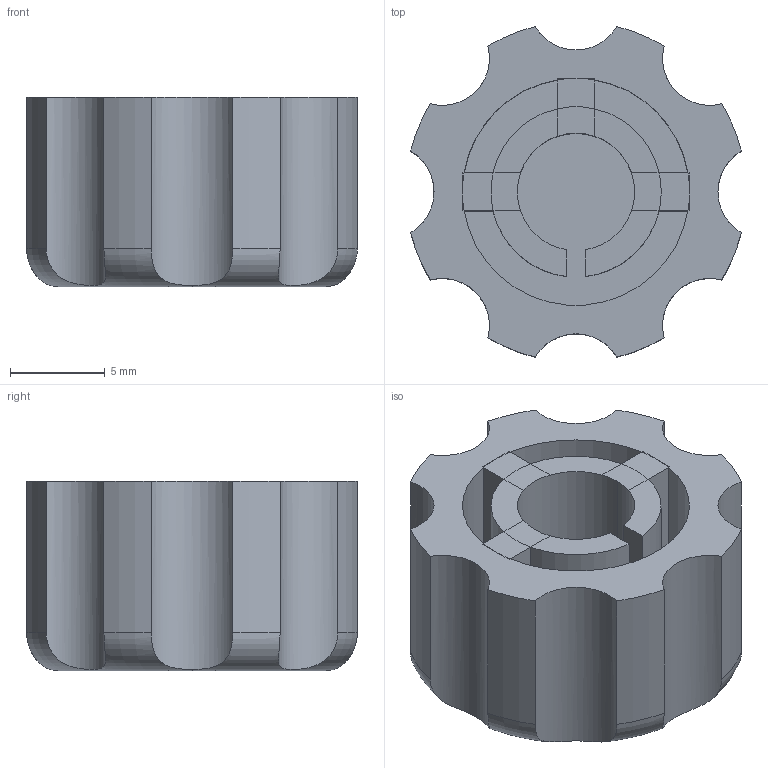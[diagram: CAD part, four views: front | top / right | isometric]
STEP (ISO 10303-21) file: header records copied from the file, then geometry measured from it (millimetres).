
FILE_DESCRIPTION(('FreeCAD Model'),'2;1');
FILE_NAME('knob-LCD-mini-9mm-x1.step', '2021-08-07T19:04:35',('Author'),(''), 'Open CASCADE STEP processor 7.3','FreeCAD','Unknown');
FILE_SCHEMA(('AUTOMOTIVE_DESIGN { 1 0 10303 214 1 1 1 1 }'));
Length unit declared in the file: millimetre
Products named in the file (1): knob
Bounding box: 17.48 x 17.48 x 10 mm (x, y, z)
Volume: 1512.1 mm3; surface area: 1786.1 mm2
Topology: 1 solids, 1 shells, 55 faces, 142 edges, 90 vertices
Faces by surface type: plane 29, cylinder 25, torus 1
Entity records: 5820 total; most frequent: CARTESIAN_POINT 2645, DIRECTION 511, ORIENTED_EDGE 284, PCURVE 284, DEFINITIONAL_REPRESENTATION 284, LINE 200, VECTOR 200, EDGE_CURVE 142
